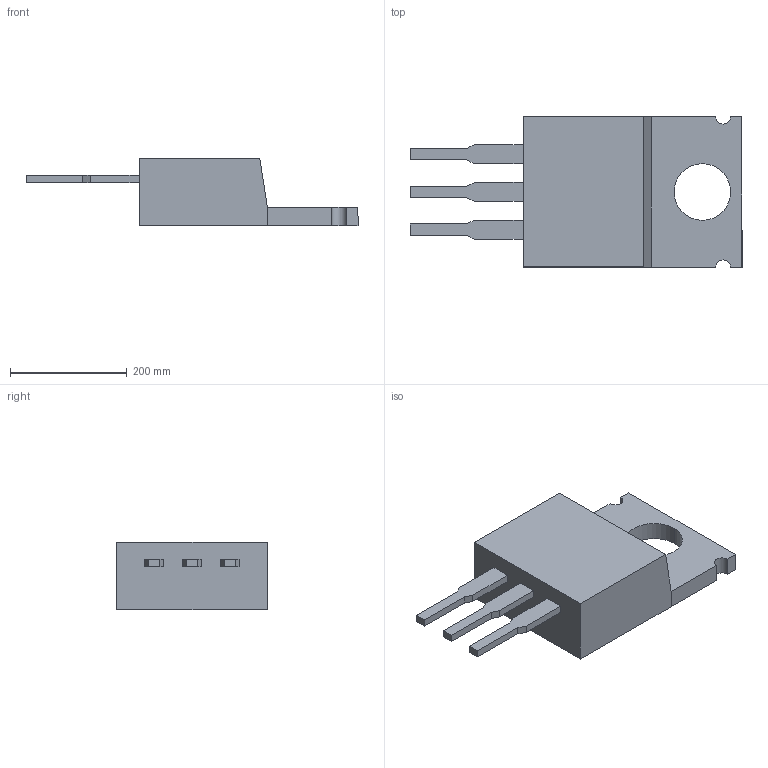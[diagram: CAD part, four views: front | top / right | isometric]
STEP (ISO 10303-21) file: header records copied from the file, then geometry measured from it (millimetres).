
FILE_DESCRIPTION (( 'STEP AP214' ), '1' );
FILE_NAME ('TO220.STEP', '2012-09-21T09:33:06', ( 'Admin' ), ( 'Microsoft' ), 'SwSTEP 2.0', 'SolidWorks 2007', '' );
FILE_SCHEMA (( 'AUTOMOTIVE_DESIGN' ));
Length unit declared in the file: inch
Products named in the file (1): TO220
Bounding box: 567.74 x 258.06 x 116.13 mm (x, y, z)
Volume: 7586617 mm3; surface area: 347827.5 mm2
Topology: 1 solids, 1 shells, 51 faces, 134 edges, 88 vertices
Faces by surface type: plane 47, cylinder 4
Entity records: 1575 total; most frequent: CARTESIAN_POINT 274, ORIENTED_EDGE 268, DIRECTION 246, EDGE_CURVE 134, LINE 126, VECTOR 126, VERTEX_POINT 88, AXIS2_PLACEMENT_3D 60
